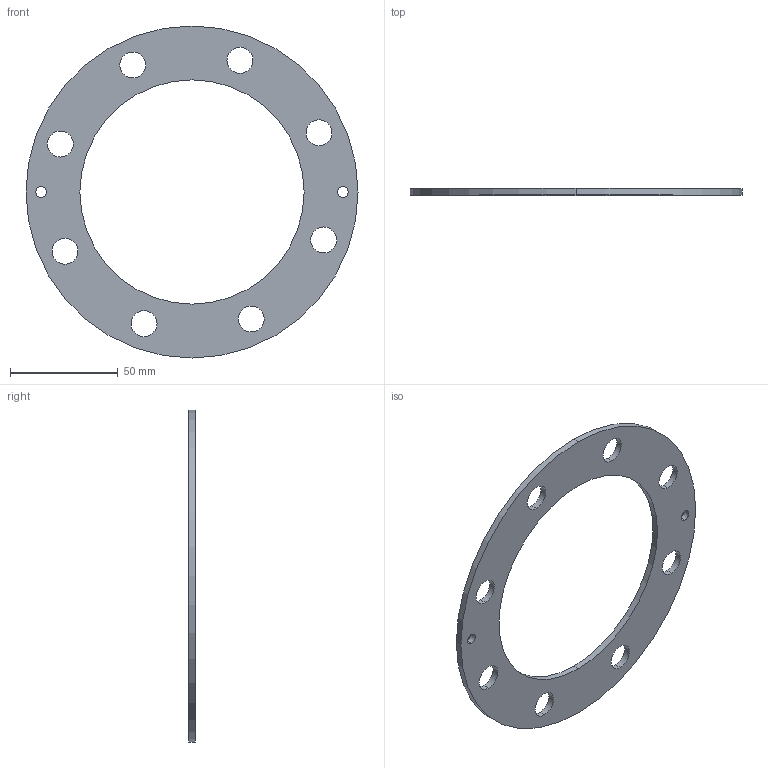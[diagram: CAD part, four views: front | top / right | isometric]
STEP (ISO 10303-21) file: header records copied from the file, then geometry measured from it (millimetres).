
FILE_DESCRIPTION (( 'STEP AP214' ), '1' );
FILE_NAME ('Dichtung_22274 B.STEP', '2012-08-23T11:25:37', ( 'Admin2' ), ( '' ), 'SwSTEP 2.0', 'SolidWorks 2010', '' );
FILE_SCHEMA (( 'AUTOMOTIVE_DESIGN' ));
Length unit declared in the file: millimetre
Products named in the file (1): Dichtung_22274 B
Bounding box: 154 x 3 x 154 mm (x, y, z)
Volume: 27562.8 mm3; surface area: 21805.8 mm2
Topology: 1 solids, 1 shells, 26 faces, 72 edges, 48 vertices
Faces by surface type: cylinder 24, plane 2
Entity records: 942 total; most frequent: DIRECTION 174, CARTESIAN_POINT 147, ORIENTED_EDGE 144, AXIS2_PLACEMENT_3D 75, EDGE_CURVE 72, EDGE_LOOP 48, VERTEX_POINT 48, CIRCLE 48
